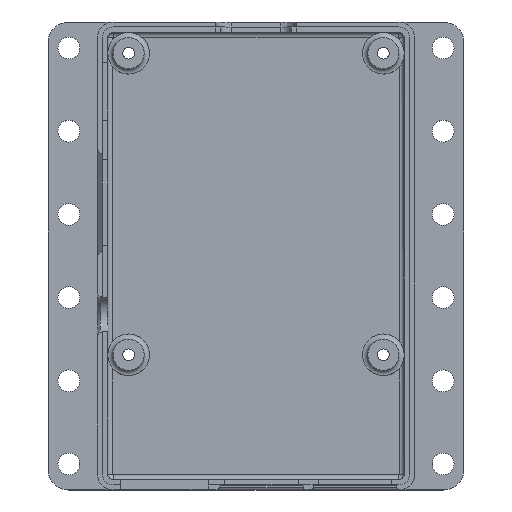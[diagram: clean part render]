
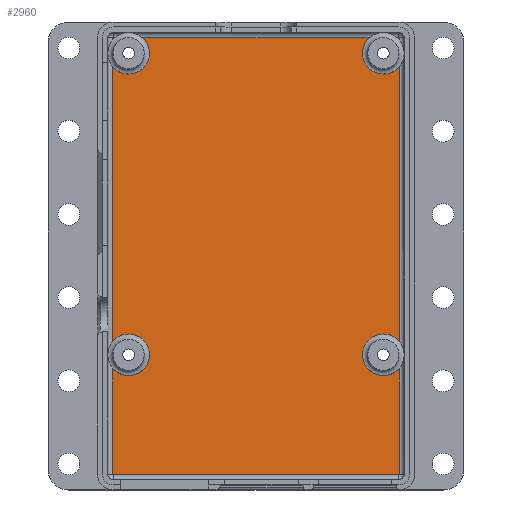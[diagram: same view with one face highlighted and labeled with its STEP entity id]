
A CAD part, top view. The second image highlights one B-rep face of the part: STEP entity #2960.
In plain terms, the highlighted planar face has unit normal (0, 0, 1).
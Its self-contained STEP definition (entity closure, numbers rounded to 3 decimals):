
#123=LINE('',#4592,#392);
#129=LINE('',#4615,#398);
#130=LINE('',#4618,#399);
#131=LINE('',#4619,#400);
#132=LINE('',#4620,#401);
#133=LINE('',#4621,#402);
#392=VECTOR('',#3599,20.472);
#398=VECTOR('',#3625,55.);
#399=VECTOR('',#3628,20.472);
#400=VECTOR('',#3629,52.944);
#401=VECTOR('',#3630,43.944);
#402=VECTOR('',#3631,52.944);
#651=PLANE('',#3196);
#834=FACE_OUTER_BOUND('',#1043,.T.);
#1043=EDGE_LOOP('',(#2193,#2194,#2195,#2196,#2197,#2198,#2199,#2200,#2201,
#2202,#2203,#2204));
#1264=CIRCLE('',#3173,4.);
#1265=CIRCLE('',#3175,4.);
#1267=CIRCLE('',#3179,4.);
#1269=CIRCLE('',#3183,4.);
#1276=CIRCLE('',#3197,0.1);
#1277=CIRCLE('',#3198,0.1);
#1407=VERTEX_POINT('',#4427);
#1408=VERTEX_POINT('',#4439);
#1410=VERTEX_POINT('',#4454);
#1411=VERTEX_POINT('',#4465);
#1416=VERTEX_POINT('',#4506);
#1417=VERTEX_POINT('',#4517);
#1422=VERTEX_POINT('',#4557);
#1423=VERTEX_POINT('',#4569);
#1427=VERTEX_POINT('',#4590);
#1433=VERTEX_POINT('',#4612);
#1434=VERTEX_POINT('',#4614);
#1435=VERTEX_POINT('',#4616);
#1698=EDGE_CURVE('',#1407,#1408,#1264,.T.);
#1701=EDGE_CURVE('',#1411,#1410,#1265,.T.);
#1709=EDGE_CURVE('',#1417,#1416,#1267,.T.);
#1718=EDGE_CURVE('',#1422,#1423,#1269,.T.);
#1724=EDGE_CURVE('',#1427,#1408,#123,.T.);
#1734=EDGE_CURVE('',#1433,#1427,#1276,.T.);
#1735=EDGE_CURVE('',#1434,#1433,#129,.T.);
#1736=EDGE_CURVE('',#1435,#1434,#1277,.T.);
#1737=EDGE_CURVE('',#1422,#1435,#130,.T.);
#1738=EDGE_CURVE('',#1417,#1423,#131,.T.);
#1739=EDGE_CURVE('',#1411,#1416,#132,.T.);
#1740=EDGE_CURVE('',#1407,#1410,#133,.T.);
#2193=ORIENTED_EDGE('',*,*,#1698,.T.);
#2194=ORIENTED_EDGE('',*,*,#1724,.F.);
#2195=ORIENTED_EDGE('',*,*,#1734,.F.);
#2196=ORIENTED_EDGE('',*,*,#1735,.F.);
#2197=ORIENTED_EDGE('',*,*,#1736,.F.);
#2198=ORIENTED_EDGE('',*,*,#1737,.F.);
#2199=ORIENTED_EDGE('',*,*,#1718,.T.);
#2200=ORIENTED_EDGE('',*,*,#1738,.F.);
#2201=ORIENTED_EDGE('',*,*,#1709,.T.);
#2202=ORIENTED_EDGE('',*,*,#1739,.F.);
#2203=ORIENTED_EDGE('',*,*,#1701,.T.);
#2204=ORIENTED_EDGE('',*,*,#1740,.F.);
#2960=ADVANCED_FACE('',(#834),#651,.T.);
#3173=AXIS2_PLACEMENT_3D('',#4450,#3561,#3562);
#3175=AXIS2_PLACEMENT_3D('',#4466,#3566,#3567);
#3179=AXIS2_PLACEMENT_3D('',#4518,#3576,#3577);
#3183=AXIS2_PLACEMENT_3D('',#4580,#3586,#3587);
#3196=AXIS2_PLACEMENT_3D('',#4611,#3621,#3622);
#3197=AXIS2_PLACEMENT_3D('',#4613,#3623,#3624);
#3198=AXIS2_PLACEMENT_3D('',#4617,#3626,#3627);
#3561=DIRECTION('center_axis',(0.,0.,-1.));
#3562=DIRECTION('ref_axis',(-1.,0.,0.));
#3566=DIRECTION('center_axis',(0.,0.,-1.));
#3567=DIRECTION('ref_axis',(-1.,0.,0.));
#3576=DIRECTION('center_axis',(0.,0.,-1.));
#3577=DIRECTION('ref_axis',(-1.,0.,0.));
#3586=DIRECTION('center_axis',(0.,0.,-1.));
#3587=DIRECTION('ref_axis',(-1.,0.,0.));
#3599=DIRECTION('',(0.,1.,0.));
#3621=DIRECTION('center_axis',(0.,0.,1.));
#3622=DIRECTION('ref_axis',(1.,0.,0.));
#3623=DIRECTION('center_axis',(0.,0.,-1.));
#3624=DIRECTION('ref_axis',(-0.707,-0.707,0.));
#3625=DIRECTION('',(-1.,0.,0.));
#3626=DIRECTION('center_axis',(0.,0.,-1.));
#3627=DIRECTION('ref_axis',(0.707,-0.707,0.));
#3628=DIRECTION('',(0.,-1.,0.));
#3629=DIRECTION('',(0.,-1.,0.));
#3630=DIRECTION('',(1.,0.,0.));
#3631=DIRECTION('',(0.,1.,0.));
#4427=CARTESIAN_POINT('',(2.9,28.528,2.));
#4439=CARTESIAN_POINT('',(2.9,23.472,2.));
#4450=CARTESIAN_POINT('Origin',(6.,26.,2.));
#4454=CARTESIAN_POINT('',(2.9,81.472,2.));
#4465=CARTESIAN_POINT('',(8.528,87.1,2.));
#4466=CARTESIAN_POINT('Origin',(6.,84.,2.));
#4506=CARTESIAN_POINT('',(52.472,87.1,2.));
#4517=CARTESIAN_POINT('',(58.1,81.472,2.));
#4518=CARTESIAN_POINT('Origin',(55.,84.,2.));
#4557=CARTESIAN_POINT('',(58.1,23.472,2.));
#4569=CARTESIAN_POINT('',(58.1,28.528,2.));
#4580=CARTESIAN_POINT('Origin',(55.,26.,2.));
#4590=CARTESIAN_POINT('',(2.9,3.,2.));
#4592=CARTESIAN_POINT('',(2.9,67.5,2.));
#4611=CARTESIAN_POINT('Origin',(30.5,45.,2.));
#4612=CARTESIAN_POINT('',(3.,2.9,2.));
#4613=CARTESIAN_POINT('Origin',(3.,3.,2.));
#4614=CARTESIAN_POINT('',(58.,2.9,2.));
#4615=CARTESIAN_POINT('',(15.25,2.9,2.));
#4616=CARTESIAN_POINT('',(58.1,3.,2.));
#4617=CARTESIAN_POINT('Origin',(58.,3.,2.));
#4618=CARTESIAN_POINT('',(58.1,22.5,2.));
#4619=CARTESIAN_POINT('',(58.1,22.5,2.));
#4620=CARTESIAN_POINT('',(45.75,87.1,2.));
#4621=CARTESIAN_POINT('',(2.9,67.5,2.));
